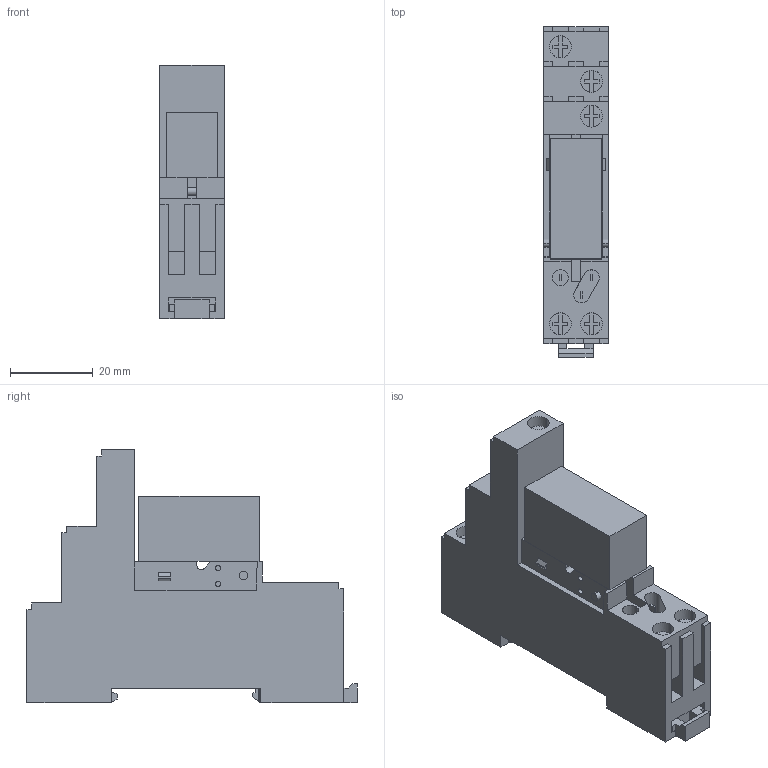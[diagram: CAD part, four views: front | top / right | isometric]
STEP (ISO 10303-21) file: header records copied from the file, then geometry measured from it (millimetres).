
FILE_DESCRIPTION((''),'2;1');
FILE_NAME('RSB1A120BDS-3D_ASM','2020-11-12T15:38:17',('SESA524360'),('Schneider-Electric'),'CREO PARAMETRIC BY PTC INC, 2019164','CREO PARAMETRIC BY PTC INC, 2019164','');
FILE_SCHEMA(('AP242_MANAGED_MODEL_BASED_3D_ENGINEERING_MIM_LF { 1 0 10303 442 1 1 4 }'));
Products named in the file (3): RSB1A120BDS-PART3D; RSB1A120BDS_S1B255030008_CLIP; RSB1A120BDS-3D_ASM
Assembly tree (2 placements, depth 2):
  RSB1A120BDS-3D_ASM
    RSB1A120BDS-PART3D
    RSB1A120BDS_S1B255030008_CLIP
Bounding box: 15.6 x 79.6 x 61 mm (x, y, z)
Volume: 43162.9 mm3; surface area: 14210.8 mm2
Topology: 2 solids, 2 shells, 319 faces, 894 edges, 608 vertices
Faces by surface type: plane 285, cylinder 34
Entity records: 65551 total; most frequent: CARTESIAN_POINT 55340, ORIENTED_EDGE 1762, DIRECTION 1756, POLYLINE 924, EDGE_CURVE 881, VECTOR 806, LINE 806, VERTEX_POINT 582
